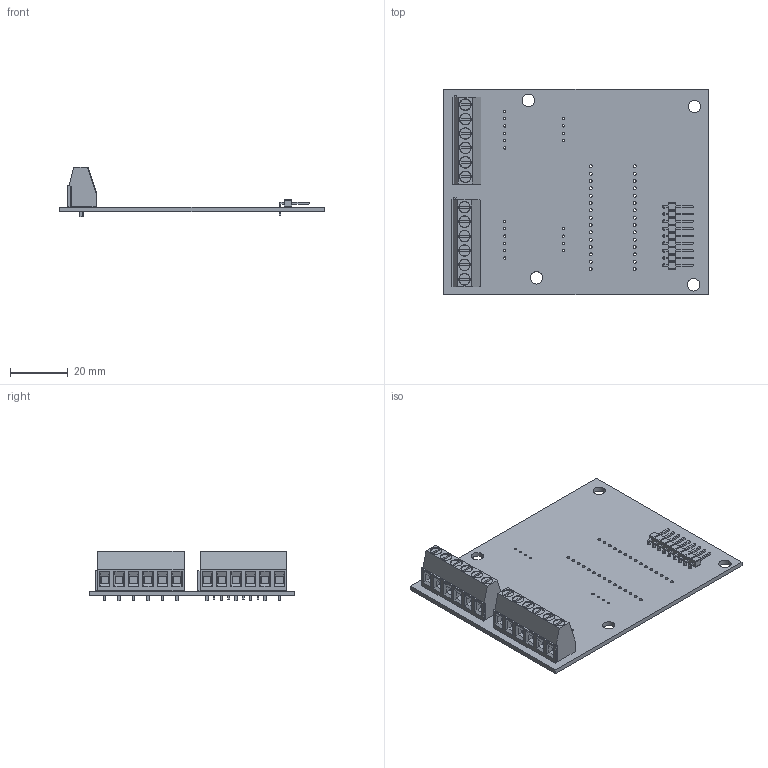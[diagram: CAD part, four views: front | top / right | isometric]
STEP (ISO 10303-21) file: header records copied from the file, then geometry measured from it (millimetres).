
FILE_DESCRIPTION(('KiCad electronic assembly'),'2;1');
FILE_NAME('Windtunnel_Schematic.step','2024-11-01T16:19:30',('Pcbnew'),( 'Kicad'),'Open CASCADE STEP processor 7.6','KiCad to STEP converter' ,'Unknown');
FILE_SCHEMA(('AUTOMOTIVE_DESIGN { 1 0 10303 214 1 1 1 1 }'));
Length unit declared in the file: millimetre
Products named in the file (6): Windtunnel_Schematic 1; TerminalBlock_Phoenix_MKDS-1,5-6_1x06_P5.00mm_Horizontal; TerminalBlock_Phoenix_MKDS_15_6_1x06_P500mm_Horizontal; PinHeader_1x09_P2.54mm_Horizontal; PinHeader_1x09_P254mm_Horizontal; Windtunnel_Schematic_PCB
Assembly tree (6 placements, depth 3):
  Windtunnel_Schematic 1
    TerminalBlock_Phoenix_MKDS-1,5-6_1x06_P5.00mm_Horizontal  x2
      TerminalBlock_Phoenix_MKDS_15_6_1x06_P500mm_Horizontal
    PinHeader_1x09_P2.54mm_Horizontal
      PinHeader_1x09_P254mm_Horizontal
    Windtunnel_Schematic_PCB
Bounding box: 91.44 x 71.12 x 17.3 mm (x, y, z)
Volume: 16409.5 mm3; surface area: 21318.8 mm2
Topology: 4 solids, 4 shells, 794 faces, 2016 edges, 1272 vertices
Faces by surface type: plane 638, cylinder 108, bspline 48
Full cylindrical faces by diameter (mm): 0.81 x20, 1 x39, 1.3 x12, 3.8 x12, 4 x12, 4.3 x4
Entity records: 20460 total; most frequent: CARTESIAN_POINT 3001, ORIENTED_EDGE 2862, DIRECTION 2783, EDGE_CURVE 1431, LINE 1119, VECTOR 1119, VERTEX_POINT 906, AXIS2_PLACEMENT_3D 832
